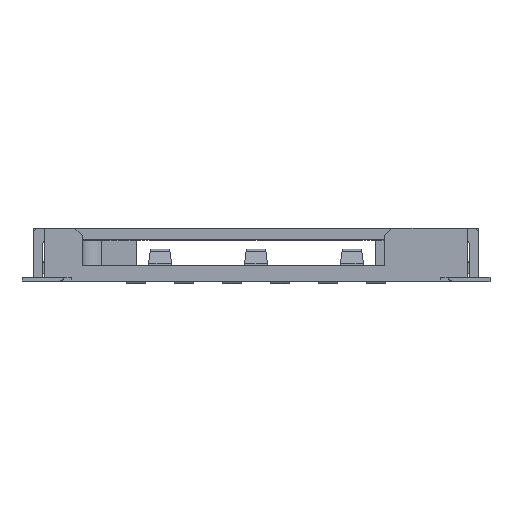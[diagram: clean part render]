
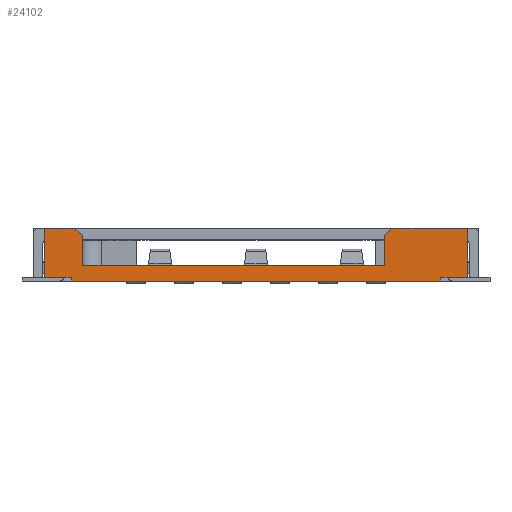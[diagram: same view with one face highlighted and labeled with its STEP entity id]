
A CAD part, top view. The second image highlights one B-rep face of the part: STEP entity #24102.
In plain terms, the highlighted planar face has unit normal (0, 0, 1).
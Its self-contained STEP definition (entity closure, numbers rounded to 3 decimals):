
#423 = LINE ( 'NONE', #23780, #13195 ) ;
#460 = VECTOR ( 'NONE', #28982, 1000. ) ;
#515 = AXIS2_PLACEMENT_3D ( 'NONE', #2830, #19194, #12087 ) ;
#764 = VERTEX_POINT ( 'NONE', #25137 ) ;
#1285 = VERTEX_POINT ( 'NONE', #4388 ) ;
#1409 = DIRECTION ( 'NONE',  ( 0., -1., 0. ) ) ;
#1610 = ORIENTED_EDGE ( 'NONE', *, *, #17767, .T. ) ;
#1879 = ORIENTED_EDGE ( 'NONE', *, *, #7647, .F. ) ;
#2207 = DIRECTION ( 'NONE',  ( 1., 0., 0. ) ) ;
#2344 = CARTESIAN_POINT ( 'NONE',  ( -5.6, 1.4, 7. ) ) ;
#2623 = VERTEX_POINT ( 'NONE', #11175 ) ;
#2830 = CARTESIAN_POINT ( 'NONE',  ( -5.6, 1.4, 7. ) ) ;
#3068 = CARTESIAN_POINT ( 'NONE',  ( 5.6, 0.1, 7. ) ) ;
#3174 = VECTOR ( 'NONE', #15756, 1000. ) ;
#3339 = VERTEX_POINT ( 'NONE', #21543 ) ;
#3466 = LINE ( 'NONE', #13014, #460 ) ;
#3953 = VECTOR ( 'NONE', #2207, 1000. ) ;
#3968 = ORIENTED_EDGE ( 'NONE', *, *, #28095, .F. ) ;
#4248 = DIRECTION ( 'NONE',  ( -1., 0., 0. ) ) ;
#4295 = CARTESIAN_POINT ( 'NONE',  ( -4.6, 0.4, 7. ) ) ;
#4309 = ORIENTED_EDGE ( 'NONE', *, *, #6642, .T. ) ;
#4388 = CARTESIAN_POINT ( 'NONE',  ( 3.4, 0.4, 7. ) ) ;
#4565 = EDGE_CURVE ( 'NONE', #27750, #24015, #8720, .T. ) ;
#4883 = VERTEX_POINT ( 'NONE', #25603 ) ;
#5038 = DIRECTION ( 'NONE',  ( 0., 1., 0. ) ) ;
#5241 = DIRECTION ( 'NONE',  ( -1., 0., 0. ) ) ;
#5514 = DIRECTION ( 'NONE',  ( 1., 0., 0. ) ) ;
#5731 = EDGE_CURVE ( 'NONE', #13320, #3339, #20315, .T. ) ;
#6091 = VECTOR ( 'NONE', #27085, 1000. ) ;
#6642 = EDGE_CURVE ( 'NONE', #4883, #23538, #17117, .T. ) ;
#7061 = ORIENTED_EDGE ( 'NONE', *, *, #5731, .F. ) ;
#7210 = LINE ( 'NONE', #2344, #3953 ) ;
#7647 = EDGE_CURVE ( 'NONE', #28090, #23715, #27877, .T. ) ;
#7845 = ORIENTED_EDGE ( 'NONE', *, *, #12948, .T. ) ;
#8720 = LINE ( 'NONE', #4295, #13713 ) ;
#8794 = CARTESIAN_POINT ( 'NONE',  ( -5.6, 1.4, 7. ) ) ;
#8796 = VERTEX_POINT ( 'NONE', #13963 ) ;
#8831 = VECTOR ( 'NONE', #21009, 1000. ) ;
#9237 = CARTESIAN_POINT ( 'NONE',  ( -4.6, 1.2, 7. ) ) ;
#9654 = DIRECTION ( 'NONE',  ( -0.707, -0.707, 0. ) ) ;
#10124 = ORIENTED_EDGE ( 'NONE', *, *, #4565, .T. ) ;
#10230 = ORIENTED_EDGE ( 'NONE', *, *, #20501, .F. ) ;
#10322 = VECTOR ( 'NONE', #28016, 1000. ) ;
#10518 = CARTESIAN_POINT ( 'NONE',  ( 5.6, 1.4, 7. ) ) ;
#10714 = VECTOR ( 'NONE', #5241, 1000. ) ;
#10846 = LINE ( 'NONE', #22187, #6091 ) ;
#11146 = ORIENTED_EDGE ( 'NONE', *, *, #21656, .F. ) ;
#11175 = CARTESIAN_POINT ( 'NONE',  ( -5.6, 1.4, 7. ) ) ;
#11666 = VECTOR ( 'NONE', #5038, 1000. ) ;
#11900 = CARTESIAN_POINT ( 'NONE',  ( -4.9, 0.1, 7. ) ) ;
#12087 = DIRECTION ( 'NONE',  ( -1., 0., 0. ) ) ;
#12342 = CARTESIAN_POINT ( 'NONE',  ( -4.6, 0.4, 7. ) ) ;
#12634 = LINE ( 'NONE', #12342, #20268 ) ;
#12948 = EDGE_CURVE ( 'NONE', #24015, #21136, #10846, .T. ) ;
#13014 = CARTESIAN_POINT ( 'NONE',  ( -4.9, 0.1, 7. ) ) ;
#13195 = VECTOR ( 'NONE', #9654, 1000. ) ;
#13301 = VECTOR ( 'NONE', #4248, 1000. ) ;
#13320 = VERTEX_POINT ( 'NONE', #3068 ) ;
#13333 = LINE ( 'NONE', #8794, #16392 ) ;
#13713 = VECTOR ( 'NONE', #27532, 1000. ) ;
#13963 = CARTESIAN_POINT ( 'NONE',  ( 3.4, 1.2, 7. ) ) ;
#14069 = ORIENTED_EDGE ( 'NONE', *, *, #17658, .T. ) ;
#14107 = CARTESIAN_POINT ( 'NONE',  ( 5.6, 1.4, 7. ) ) ;
#14180 = ORIENTED_EDGE ( 'NONE', *, *, #16094, .F. ) ;
#14335 = CARTESIAN_POINT ( 'NONE',  ( -5.6, 1.4, 7. ) ) ;
#14360 = FACE_OUTER_BOUND ( 'NONE', #18439, .T. ) ;
#14793 = EDGE_CURVE ( 'NONE', #3339, #23538, #20852, .T. ) ;
#14832 = CARTESIAN_POINT ( 'NONE',  ( -4.6, 0.4, 7. ) ) ;
#15756 = DIRECTION ( 'NONE',  ( 1., 0., 0. ) ) ;
#15790 = CARTESIAN_POINT ( 'NONE',  ( 4.9, 0., 7. ) ) ;
#15910 = ORIENTED_EDGE ( 'NONE', *, *, #25103, .T. ) ;
#16094 = EDGE_CURVE ( 'NONE', #23715, #13320, #26480, .T. ) ;
#16392 = VECTOR ( 'NONE', #29598, 1000. ) ;
#16532 = CARTESIAN_POINT ( 'NONE',  ( 3.4, 0.4, 7. ) ) ;
#16810 = LINE ( 'NONE', #16532, #11666 ) ;
#17096 = VECTOR ( 'NONE', #1409, 1000. ) ;
#17117 = LINE ( 'NONE', #26416, #3174 ) ;
#17421 = ORIENTED_EDGE ( 'NONE', *, *, #20000, .F. ) ;
#17658 = EDGE_CURVE ( 'NONE', #25426, #4883, #3466, .T. ) ;
#17767 = EDGE_CURVE ( 'NONE', #2623, #764, #13333, .T. ) ;
#18439 = EDGE_LOOP ( 'NONE', ( #4309, #28021, #7061, #14180, #1879, #15910, #17421, #11146, #10124, #7845, #10230, #1610, #3968, #14069 ) ) ;
#19194 = DIRECTION ( 'NONE',  ( 0., 0., -1. ) ) ;
#20000 = EDGE_CURVE ( 'NONE', #1285, #8796, #16810, .T. ) ;
#20268 = VECTOR ( 'NONE', #5514, 1000. ) ;
#20315 = LINE ( 'NONE', #20907, #13301 ) ;
#20501 = EDGE_CURVE ( 'NONE', #2623, #21136, #7210, .T. ) ;
#20852 = LINE ( 'NONE', #23752, #8831 ) ;
#20907 = CARTESIAN_POINT ( 'NONE',  ( 5.6, 0.1, 7. ) ) ;
#21009 = DIRECTION ( 'NONE',  ( 0., -1., 0. ) ) ;
#21136 = VERTEX_POINT ( 'NONE', #25143 ) ;
#21465 = CARTESIAN_POINT ( 'NONE',  ( -5.6, 0.1, 7. ) ) ;
#21543 = CARTESIAN_POINT ( 'NONE',  ( 4.9, 0.1, 7. ) ) ;
#21656 = EDGE_CURVE ( 'NONE', #27750, #1285, #12634, .T. ) ;
#22187 = CARTESIAN_POINT ( 'NONE',  ( -4.6, 1.2, 7. ) ) ;
#23538 = VERTEX_POINT ( 'NONE', #15790 ) ;
#23600 = PLANE ( 'NONE',  #515 ) ;
#23715 = VERTEX_POINT ( 'NONE', #14107 ) ;
#23752 = CARTESIAN_POINT ( 'NONE',  ( 4.9, 0.1, 7. ) ) ;
#23780 = CARTESIAN_POINT ( 'NONE',  ( 3.4, 1.2, 7. ) ) ;
#24015 = VERTEX_POINT ( 'NONE', #9237 ) ;
#24102 = ADVANCED_FACE ( 'NONE', ( #14360 ), #23600, .F. ) ;
#25103 = EDGE_CURVE ( 'NONE', #28090, #8796, #423, .T. ) ;
#25137 = CARTESIAN_POINT ( 'NONE',  ( -5.6, 0.1, 7. ) ) ;
#25143 = CARTESIAN_POINT ( 'NONE',  ( -4.8, 1.4, 7. ) ) ;
#25426 = VERTEX_POINT ( 'NONE', #11900 ) ;
#25603 = CARTESIAN_POINT ( 'NONE',  ( -4.9, 0., 7. ) ) ;
#26034 = CARTESIAN_POINT ( 'NONE',  ( 3.6, 1.4, 7. ) ) ;
#26416 = CARTESIAN_POINT ( 'NONE',  ( -5.6, 0., 7. ) ) ;
#26480 = LINE ( 'NONE', #10518, #17096 ) ;
#27085 = DIRECTION ( 'NONE',  ( -0.707, 0.707, 0. ) ) ;
#27532 = DIRECTION ( 'NONE',  ( 0., 1., 0. ) ) ;
#27750 = VERTEX_POINT ( 'NONE', #14832 ) ;
#27877 = LINE ( 'NONE', #14335, #10322 ) ;
#28016 = DIRECTION ( 'NONE',  ( 1., 0., 0. ) ) ;
#28021 = ORIENTED_EDGE ( 'NONE', *, *, #14793, .F. ) ;
#28090 = VERTEX_POINT ( 'NONE', #26034 ) ;
#28095 = EDGE_CURVE ( 'NONE', #25426, #764, #28485, .T. ) ;
#28485 = LINE ( 'NONE', #21465, #10714 ) ;
#28982 = DIRECTION ( 'NONE',  ( 0., -1., 0. ) ) ;
#29598 = DIRECTION ( 'NONE',  ( 0., -1., 0. ) ) ;
